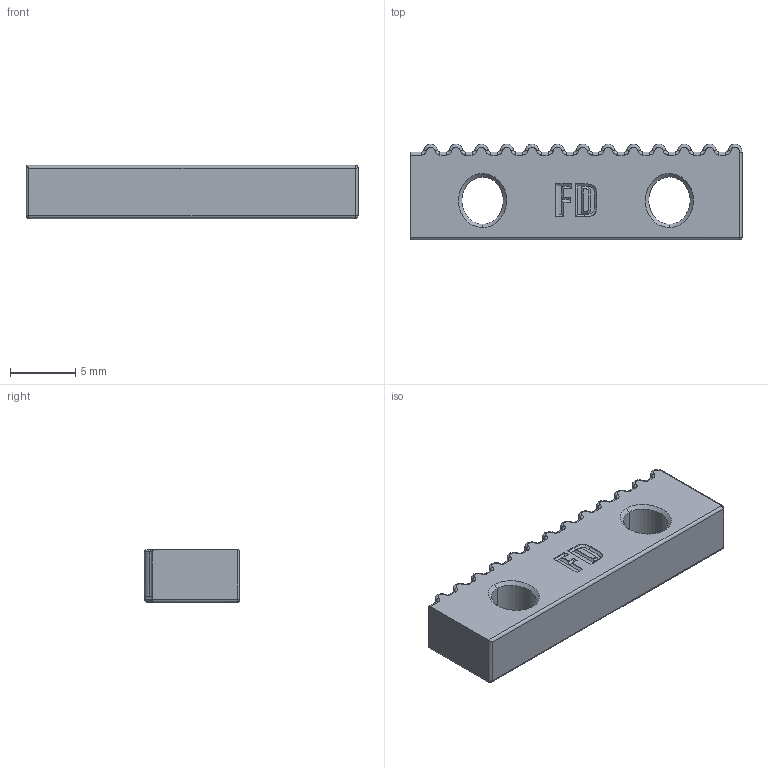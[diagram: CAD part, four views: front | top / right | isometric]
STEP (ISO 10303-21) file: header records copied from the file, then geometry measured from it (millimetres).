
FILE_DESCRIPTION (( 'STEP AP214' ), '1' );
FILE_NAME ('MicroBeta_XbeltGrip_v2.STEP', '2021-09-02T03:30:57', ( '' ), ( '' ), 'SwSTEP 2.0', 'SolidWorks 2021', '' );
FILE_SCHEMA (( 'AUTOMOTIVE_DESIGN' ));
Length unit declared in the file: inch
Products named in the file (1): MicroBeta_XbeltGrip_v2
Bounding box: 25.4 x 7.32 x 4.06 mm (x, y, z)
Volume: 643.8 mm3; surface area: 682.9 mm2
Topology: 1 solids, 1 shells, 265 faces, 614 edges, 352 vertices
Faces by surface type: bspline 188, plane 57, cylinder 19, sphere 1
Entity records: 11880 total; most frequent: CARTESIAN_POINT 7442, ORIENTED_EDGE 1224, EDGE_CURVE 612, DIRECTION 525, VERTEX_POINT 352, EDGE_LOOP 272, FACE_OUTER_BOUND 265, ADVANCED_FACE 265
